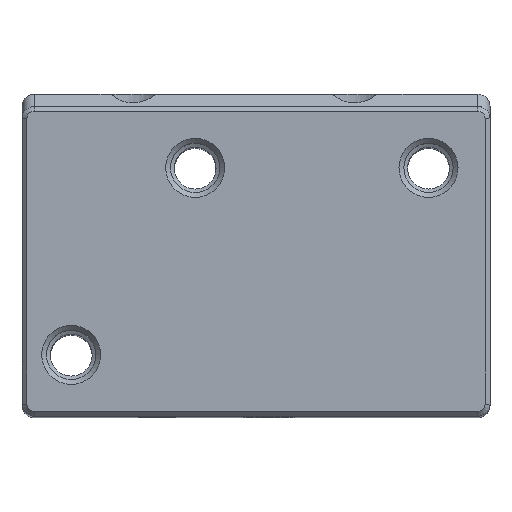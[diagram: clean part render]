
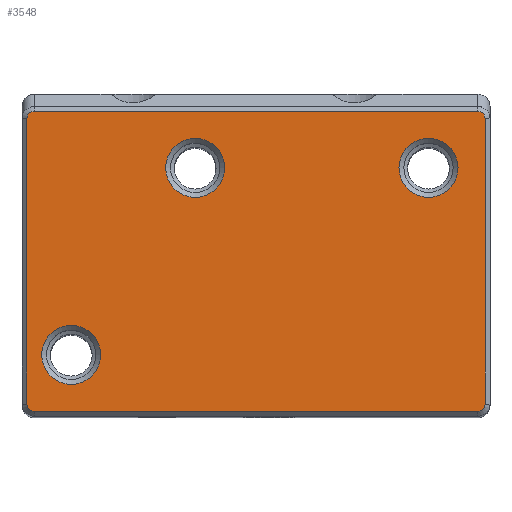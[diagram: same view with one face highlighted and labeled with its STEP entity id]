
A CAD part, top view. The second image highlights one B-rep face of the part: STEP entity #3548.
In plain terms, the highlighted planar face has unit normal (0, 0, 1).
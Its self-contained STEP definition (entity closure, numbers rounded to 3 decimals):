
#169=FACE_BOUND('',#1168,.T.);
#170=FACE_BOUND('',#1169,.T.);
#171=FACE_BOUND('',#1170,.T.);
#233=LINE('',#5586,#556);
#236=LINE('',#5595,#559);
#240=LINE('',#5607,#563);
#243=LINE('',#5616,#566);
#556=VECTOR('',#4336,10.);
#559=VECTOR('',#4347,10.);
#563=VECTOR('',#4359,10.);
#566=VECTOR('',#4370,10.);
#843=PLANE('',#3829);
#941=FACE_OUTER_BOUND('',#1167,.T.);
#1167=EDGE_LOOP('',(#2591,#2592,#2593,#2594,#2595,#2596,#2597,#2598));
#1168=EDGE_LOOP('',(#2599));
#1169=EDGE_LOOP('',(#2600));
#1170=EDGE_LOOP('',(#2601));
#1419=CIRCLE('',#3809,0.6);
#1421=CIRCLE('',#3813,0.6);
#1423=CIRCLE('',#3817,0.6);
#1425=CIRCLE('',#3821,0.6);
#1426=CIRCLE('',#3830,2.4);
#1427=CIRCLE('',#3831,2.4);
#1428=CIRCLE('',#3832,2.4);
#1656=VERTEX_POINT('',#5573);
#1659=VERTEX_POINT('',#5578);
#1660=VERTEX_POINT('',#5582);
#1662=VERTEX_POINT('',#5588);
#1663=VERTEX_POINT('',#5593);
#1664=VERTEX_POINT('',#5597);
#1666=VERTEX_POINT('',#5603);
#1668=VERTEX_POINT('',#5609);
#1679=VERTEX_POINT('',#5644);
#1680=VERTEX_POINT('',#5646);
#1681=VERTEX_POINT('',#5648);
#1991=EDGE_CURVE('',#1659,#1656,#1419,.T.);
#1994=EDGE_CURVE('',#1656,#1660,#233,.T.);
#1997=EDGE_CURVE('',#1660,#1662,#1421,.T.);
#1999=EDGE_CURVE('',#1662,#1663,#236,.T.);
#2002=EDGE_CURVE('',#1663,#1664,#1423,.T.);
#2005=EDGE_CURVE('',#1664,#1666,#240,.T.);
#2008=EDGE_CURVE('',#1666,#1668,#1425,.T.);
#2010=EDGE_CURVE('',#1668,#1659,#243,.T.);
#2024=EDGE_CURVE('',#1679,#1679,#1426,.T.);
#2025=EDGE_CURVE('',#1680,#1680,#1427,.T.);
#2026=EDGE_CURVE('',#1681,#1681,#1428,.T.);
#2591=ORIENTED_EDGE('',*,*,#1991,.F.);
#2592=ORIENTED_EDGE('',*,*,#2010,.F.);
#2593=ORIENTED_EDGE('',*,*,#2008,.F.);
#2594=ORIENTED_EDGE('',*,*,#2005,.F.);
#2595=ORIENTED_EDGE('',*,*,#2002,.F.);
#2596=ORIENTED_EDGE('',*,*,#1999,.F.);
#2597=ORIENTED_EDGE('',*,*,#1997,.F.);
#2598=ORIENTED_EDGE('',*,*,#1994,.F.);
#2599=ORIENTED_EDGE('',*,*,#2024,.F.);
#2600=ORIENTED_EDGE('',*,*,#2025,.F.);
#2601=ORIENTED_EDGE('',*,*,#2026,.F.);
#3548=ADVANCED_FACE('',(#941,#169,#170,#171),#843,.T.);
#3809=AXIS2_PLACEMENT_3D('',#5580,#4330,#4331);
#3813=AXIS2_PLACEMENT_3D('',#5591,#4342,#4343);
#3817=AXIS2_PLACEMENT_3D('',#5601,#4353,#4354);
#3821=AXIS2_PLACEMENT_3D('',#5613,#4365,#4366);
#3829=AXIS2_PLACEMENT_3D('',#5643,#4394,#4395);
#3830=AXIS2_PLACEMENT_3D('',#5645,#4396,#4397);
#3831=AXIS2_PLACEMENT_3D('',#5647,#4398,#4399);
#3832=AXIS2_PLACEMENT_3D('',#5649,#4400,#4401);
#4330=DIRECTION('center_axis',(0.,0.,
-1.));
#4331=DIRECTION('ref_axis',(0.707,0.707,0.));
#4336=DIRECTION('',(0.,-1.,0.));
#4342=DIRECTION('center_axis',(0.,0.,
-1.));
#4343=DIRECTION('ref_axis',(0.707,-0.707,0.));
#4347=DIRECTION('',(-1.,0.,0.));
#4353=DIRECTION('center_axis',(0.,0.,
-1.));
#4354=DIRECTION('ref_axis',(-0.707,-0.707,0.));
#4359=DIRECTION('',(0.,1.,0.));
#4365=DIRECTION('center_axis',(0.,0.,
-1.));
#4366=DIRECTION('ref_axis',(-0.707,0.707,0.));
#4370=DIRECTION('',(1.,0.,0.));
#4394=DIRECTION('center_axis',(0.,0.,
1.));
#4395=DIRECTION('ref_axis',(1.,0.,0.));
#4396=DIRECTION('center_axis',(0.,0.,
1.));
#4397=DIRECTION('ref_axis',(-1.,0.,0.));
#4398=DIRECTION('center_axis',(0.,0.,
1.));
#4399=DIRECTION('ref_axis',(-1.,0.,0.));
#4400=DIRECTION('center_axis',(0.,0.,
1.));
#4401=DIRECTION('ref_axis',(-1.,0.,0.));
#5573=CARTESIAN_POINT('',(33.594,118.5,65.9));
#5578=CARTESIAN_POINT('',(32.994,119.1,65.9));
#5580=CARTESIAN_POINT('Origin',(32.994,118.5,65.9));
#5582=CARTESIAN_POINT('',(33.594,95.3,65.9));
#5586=CARTESIAN_POINT('',(33.594,100.6,65.9));
#5588=CARTESIAN_POINT('',(32.994,94.7,65.9));
#5591=CARTESIAN_POINT('Origin',(32.994,95.3,65.9));
#5593=CARTESIAN_POINT('',(-3.05,94.7,65.9));
#5595=CARTESIAN_POINT('',(5.461,94.7,65.9));
#5597=CARTESIAN_POINT('',(-3.65,95.3,65.9));
#5601=CARTESIAN_POINT('Origin',(-3.05,95.3,65.9));
#5603=CARTESIAN_POINT('',(-3.65,118.5,65.9));
#5607=CARTESIAN_POINT('',(-3.65,113.2,65.9));
#5609=CARTESIAN_POINT('',(-3.05,119.1,65.9));
#5613=CARTESIAN_POINT('Origin',(-3.05,118.5,65.9));
#5616=CARTESIAN_POINT('',(24.483,119.1,65.9));
#5643=CARTESIAN_POINT('Origin',(14.972,106.9,65.9));
#5644=CARTESIAN_POINT('',(12.427,114.5,65.9));
#5645=CARTESIAN_POINT('Origin',(10.027,114.5,65.9));
#5646=CARTESIAN_POINT('',(31.394,114.5,65.9));
#5647=CARTESIAN_POINT('Origin',(28.994,114.5,65.9));
#5648=CARTESIAN_POINT('',(2.35,99.3,65.9));
#5649=CARTESIAN_POINT('Origin',(-0.05,99.3,65.9));
